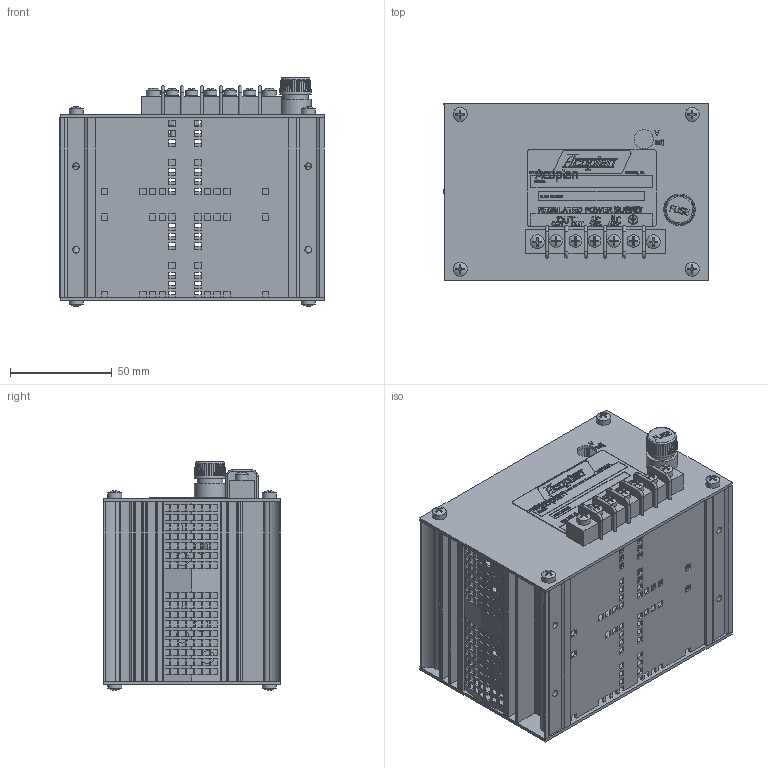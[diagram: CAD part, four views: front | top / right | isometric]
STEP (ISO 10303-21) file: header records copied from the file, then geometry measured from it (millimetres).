
FILE_DESCRIPTION(('ACOPIAN TECHNICAL COMPANY'),'2;1');
FILE_NAME('G3 GENERIC CASE.stp','2012-01-30T12:14:52',('JCD'),('ENGINEERING'),'Autodesk Inventor 2011','Autodesk Inventor 2011','');
FILE_SCHEMA(('AUTOMOTIVE_DESIGN { 1 0 10303 214 1 1 1 1 }'));
Length unit declared in the file: inch
Products named in the file (13): G3 GENERIC CASE.iam (G3); E300-7 G3 Left HS; G3 sreen generic; G3 RIGHT; G3 HEATSINK SCREEN; E300-74 G13 reaR; FUSE HOLDER HTB-44I; fuse holder 2; FUSE HOLDER CAP HTB-44I; 375 inch single row 20 amp barrier strip 5PL; Cross Recessed Fillister Head Tapping Screw - Type B - Type I No. 8 - 18 - 1; DECAL GB B MODEL; E350-3 BSERIES front
Assembly tree (22 placements, depth 3):
  G3 GENERIC CASE.iam (G3)
    E300-7 G3 Left HS
    G3 sreen generic  x2
    G3 RIGHT
    G3 HEATSINK SCREEN
    E300-74 G13 reaR
    FUSE HOLDER HTB-44I
      fuse holder 2
      FUSE HOLDER CAP HTB-44I
    375 inch single row 20 amp barrier strip 5PL
    Cross Recessed Fillister Head Tapping Screw - Type B - Type I No. 8 - 18 - 1  x10
    DECAL GB B MODEL
    E350-3 BSERIES front
Bounding box: 130.37 x 87.39 x 112.45 mm (x, y, z)
Volume: 159963 mm3; surface area: 168533.9 mm2
Topology: 31 solids, 31 shells, 3524 faces, 9818 edges, 6528 vertices
Faces by surface type: plane 2396, bspline 541, cone 255, cylinder 244, torus 73, sphere 15
Full cylindrical faces by diameter (mm): 2.032 x10, 2.946 x2, 3.175 x1, 3.302 x12, 3.505 x5, 4.064 x2, 4.166 x10, 4.191 x1, 4.699 x1, 4.763 x8, 5.08 x5, 6.198 x5, 6.35 x8, 6.477 x1, 6.604 x6, 6.858 x10, 7.493 x1, 7.938 x5, 9.525 x1, 10.414 x1, 10.541 x1, 12.573 x1, 12.7 x1, 15.367 x1, 19.939 x1
Entity records: 104724 total; most frequent: CARTESIAN_POINT 28409, ORIENTED_EDGE 16788, DIRECTION 12902, EDGE_CURVE 8394, VECTOR 6352, LINE 6352, VERTEX_POINT 5639, EDGE_LOOP 3749
